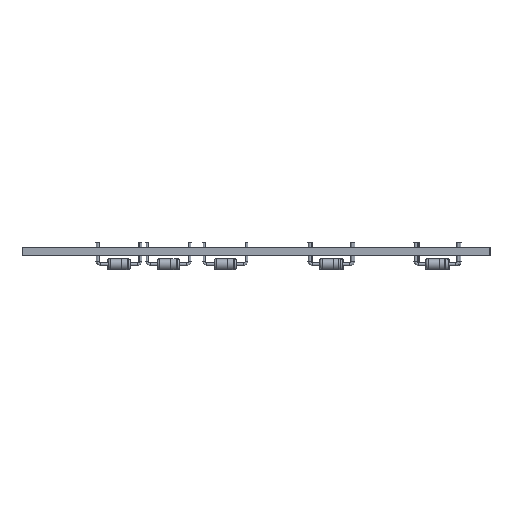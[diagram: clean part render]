
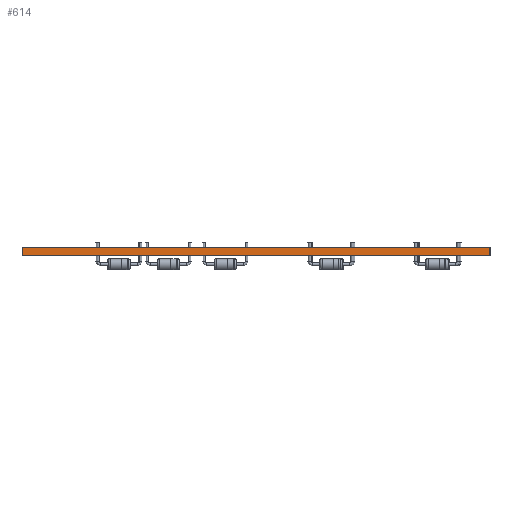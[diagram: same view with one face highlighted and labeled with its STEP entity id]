
A CAD part, left-side view. The second image highlights one B-rep face of the part: STEP entity #614.
In plain terms, the highlighted planar face has unit normal (-1, 0, 0).
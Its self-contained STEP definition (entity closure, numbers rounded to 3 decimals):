
#558 = VERTEX_POINT('',#559);
#559 = CARTESIAN_POINT('',(94.82,-144.21,1.51));
#565 = EDGE_CURVE('',#566,#558,#568,.T.);
#566 = VERTEX_POINT('',#567);
#567 = CARTESIAN_POINT('',(94.82,-144.21,0.));
#568 = LINE('',#569,#570);
#569 = CARTESIAN_POINT('',(94.82,-144.21,0.));
#570 = VECTOR('',#571,1.);
#571 = DIRECTION('',(0.,0.,1.));
#614 = ADVANCED_FACE('',(#615),#640,.T.);
#615 = FACE_BOUND('',#616,.T.);
#616 = EDGE_LOOP('',(#617,#618,#626,#634));
#617 = ORIENTED_EDGE('',*,*,#565,.T.);
#618 = ORIENTED_EDGE('',*,*,#619,.T.);
#619 = EDGE_CURVE('',#558,#620,#622,.T.);
#620 = VERTEX_POINT('',#621);
#621 = CARTESIAN_POINT('',(94.82,-60.21,1.51));
#622 = LINE('',#623,#624);
#623 = CARTESIAN_POINT('',(94.82,-144.21,1.51));
#624 = VECTOR('',#625,1.);
#625 = DIRECTION('',(0.,1.,0.));
#626 = ORIENTED_EDGE('',*,*,#627,.F.);
#627 = EDGE_CURVE('',#628,#620,#630,.T.);
#628 = VERTEX_POINT('',#629);
#629 = CARTESIAN_POINT('',(94.82,-60.21,0.));
#630 = LINE('',#631,#632);
#631 = CARTESIAN_POINT('',(94.82,-60.21,0.));
#632 = VECTOR('',#633,1.);
#633 = DIRECTION('',(0.,0.,1.));
#634 = ORIENTED_EDGE('',*,*,#635,.F.);
#635 = EDGE_CURVE('',#566,#628,#636,.T.);
#636 = LINE('',#637,#638);
#637 = CARTESIAN_POINT('',(94.82,-144.21,0.));
#638 = VECTOR('',#639,1.);
#639 = DIRECTION('',(0.,1.,0.));
#640 = PLANE('',#641);
#641 = AXIS2_PLACEMENT_3D('',#642,#643,#644);
#642 = CARTESIAN_POINT('',(94.82,-144.21,0.));
#643 = DIRECTION('',(-1.,0.,0.));
#644 = DIRECTION('',(0.,1.,0.));
